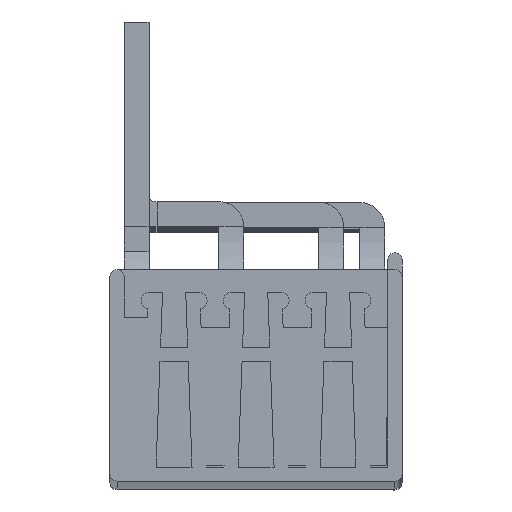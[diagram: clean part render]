
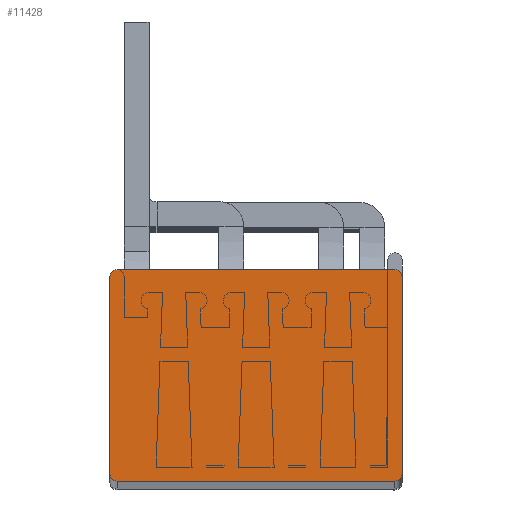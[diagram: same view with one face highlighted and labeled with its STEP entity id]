
A CAD part, top view. The second image highlights one B-rep face of the part: STEP entity #11428.
In plain terms, the highlighted planar face has unit normal (0, 0, 1).
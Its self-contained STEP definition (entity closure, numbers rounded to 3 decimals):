
#213=LINE('',#14537,#1178);
#226=LINE('',#14568,#1191);
#240=LINE('',#14605,#1205);
#1076=LINE('',#16872,#2041);
#1178=VECTOR('',#12216,1000.);
#1191=VECTOR('',#12245,1000.);
#1205=VECTOR('',#12277,1000.);
#2041=VECTOR('',#14257,1000.);
#4260=ORIENTED_EDGE('',*,*,#4624,.F.);
#4261=ORIENTED_EDGE('',*,*,#4640,.F.);
#4262=ORIENTED_EDGE('',*,*,#5703,.F.);
#4263=ORIENTED_EDGE('',*,*,#5704,.F.);
#4264=ORIENTED_EDGE('',*,*,#4609,.F.);
#4265=ORIENTED_EDGE('',*,*,#4603,.F.);
#4266=ORIENTED_EDGE('',*,*,#4618,.F.);
#4267=ORIENTED_EDGE('',*,*,#4621,.F.);
#4603=EDGE_CURVE('',#5828,#5829,#213,.T.);
#4609=EDGE_CURVE('',#5829,#5833,#6608,.T.);
#4618=EDGE_CURVE('',#5835,#5828,#6611,.T.);
#4621=EDGE_CURVE('',#5838,#5835,#226,.T.);
#4624=EDGE_CURVE('',#5839,#5838,#6613,.T.);
#4640=EDGE_CURVE('',#5852,#5839,#240,.T.);
#5703=EDGE_CURVE('',#6543,#5852,#6781,.T.);
#5704=EDGE_CURVE('',#5833,#6543,#1076,.T.);
#5828=VERTEX_POINT('',#14536);
#5829=VERTEX_POINT('',#14538);
#5833=VERTEX_POINT('',#14549);
#5835=VERTEX_POINT('',#14560);
#5838=VERTEX_POINT('',#14567);
#5839=VERTEX_POINT('',#14572);
#5852=VERTEX_POINT('',#14604);
#6543=VERTEX_POINT('',#16871);
#6608=CIRCLE('',#11509,0.5);
#6611=CIRCLE('',#11513,0.5);
#6613=CIRCLE('',#11517,0.5);
#6781=CIRCLE('',#12096,0.5);
#7175=EDGE_LOOP('',(#4260,#4261,#4262,#4263,#4264,#4265,#4266,#4267));
#7611=FACE_BOUND('',#7175,.T.);
#7947=PLANE('',#12095);
#11428=ADVANCED_FACE('',(#7611),#7947,.F.);
#11509=AXIS2_PLACEMENT_3D('',#14548,#12224,#12225);
#11513=AXIS2_PLACEMENT_3D('',#14562,#12238,#12239);
#11517=AXIS2_PLACEMENT_3D('',#14574,#12250,#12251);
#12095=AXIS2_PLACEMENT_3D('',#16869,#14253,#14254);
#12096=AXIS2_PLACEMENT_3D('',#16870,#14255,#14256);
#12216=DIRECTION('',(0.,1.,0.));
#12224=DIRECTION('',(0.,0.,-1.));
#12225=DIRECTION('',(0.,1.,0.));
#12238=DIRECTION('',(0.,0.,-1.));
#12239=DIRECTION('',(0.,1.,0.));
#12245=DIRECTION('',(-1.,0.,0.));
#12250=DIRECTION('',(0.,0.,-1.));
#12251=DIRECTION('',(0.,1.,0.));
#12277=DIRECTION('',(0.,-1.,0.));
#14253=DIRECTION('',(0.,0.,-1.));
#14254=DIRECTION('',(0.,1.,0.));
#14255=DIRECTION('',(0.,0.,-1.));
#14256=DIRECTION('',(0.,1.,0.));
#14257=DIRECTION('',(1.,0.,0.));
#14536=CARTESIAN_POINT('',(-3.36,0.5,241.));
#14537=CARTESIAN_POINT('',(-3.36,14.5,241.));
#14538=CARTESIAN_POINT('',(-3.36,14.5,241.));
#14548=CARTESIAN_POINT('',(-2.86,14.5,241.));
#14549=CARTESIAN_POINT('',(-2.86,15.,241.));
#14560=CARTESIAN_POINT('',(-2.86,0.,241.));
#14562=CARTESIAN_POINT('',(-2.86,0.5,241.));
#14567=CARTESIAN_POINT('',(16.84,0.,241.));
#14568=CARTESIAN_POINT('',(-2.86,0.,241.));
#14572=CARTESIAN_POINT('',(17.34,0.5,241.));
#14574=CARTESIAN_POINT('',(16.84,0.5,241.));
#14604=CARTESIAN_POINT('',(17.34,14.5,241.));
#14605=CARTESIAN_POINT('',(17.34,0.5,241.));
#16869=CARTESIAN_POINT('',(16.84,0.5,241.));
#16870=CARTESIAN_POINT('',(16.84,14.5,241.));
#16871=CARTESIAN_POINT('',(16.84,15.,241.));
#16872=CARTESIAN_POINT('',(16.84,15.,241.));
